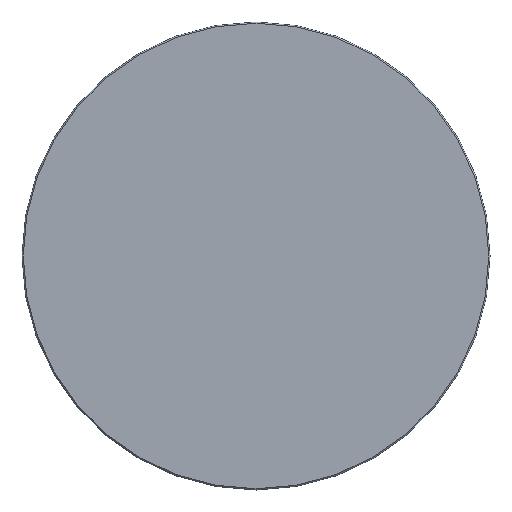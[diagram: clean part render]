
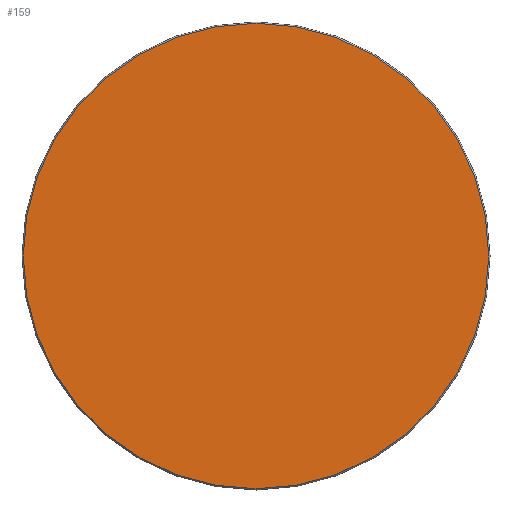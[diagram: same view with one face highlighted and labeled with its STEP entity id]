
A CAD part, front view. The second image highlights one B-rep face of the part: STEP entity #159.
In plain terms, the highlighted planar face has unit normal (0, -1, 0).
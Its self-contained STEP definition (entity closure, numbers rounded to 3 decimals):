
#21 = AXIS2_PLACEMENT_3D ( 'NONE', #122, #206, #145 ) ;
#38 = CARTESIAN_POINT ( 'NONE',  ( 0., 0., 0. ) ) ;
#41 = DIRECTION ( 'NONE',  ( 0., 1., 0. ) ) ;
#58 = FACE_OUTER_BOUND ( 'NONE', #158, .T. ) ;
#74 = DIRECTION ( 'NONE',  ( 1., 0., 0. ) ) ;
#76 = CARTESIAN_POINT ( 'NONE',  ( -37.3, 0., 0. ) ) ;
#77 = CARTESIAN_POINT ( 'NONE',  ( 37.3, 0., 0. ) ) ;
#93 = VERTEX_POINT ( 'NONE', #76 ) ;
#97 = PLANE ( 'NONE',  #128 ) ;
#98 = VERTEX_POINT ( 'NONE', #77 ) ;
#105 = EDGE_CURVE ( 'NONE', #93, #98, #205, .T. ) ;
#121 = DIRECTION ( 'NONE',  ( -1., 0., 0. ) ) ;
#122 = CARTESIAN_POINT ( 'NONE',  ( 0., 0., 0. ) ) ;
#128 = AXIS2_PLACEMENT_3D ( 'NONE', #144, #231, #74 ) ;
#138 = CIRCLE ( 'NONE', #213, 37.3 ) ;
#141 = EDGE_CURVE ( 'NONE', #98, #93, #138, .T. ) ;
#144 = CARTESIAN_POINT ( 'NONE',  ( 0., 0., 0. ) ) ;
#145 = DIRECTION ( 'NONE',  ( -1., 0., 0. ) ) ;
#158 = EDGE_LOOP ( 'NONE', ( #247, #267 ) ) ;
#159 = ADVANCED_FACE ( 'NONE', ( #58 ), #97, .T. ) ;
#205 = CIRCLE ( 'NONE', #21, 37.3 ) ;
#206 = DIRECTION ( 'NONE',  ( 0., 1., 0. ) ) ;
#213 = AXIS2_PLACEMENT_3D ( 'NONE', #38, #41, #121 ) ;
#231 = DIRECTION ( 'NONE',  ( 0., -1., 0. ) ) ;
#247 = ORIENTED_EDGE ( 'NONE', *, *, #105, .F. ) ;
#267 = ORIENTED_EDGE ( 'NONE', *, *, #141, .F. ) ;
